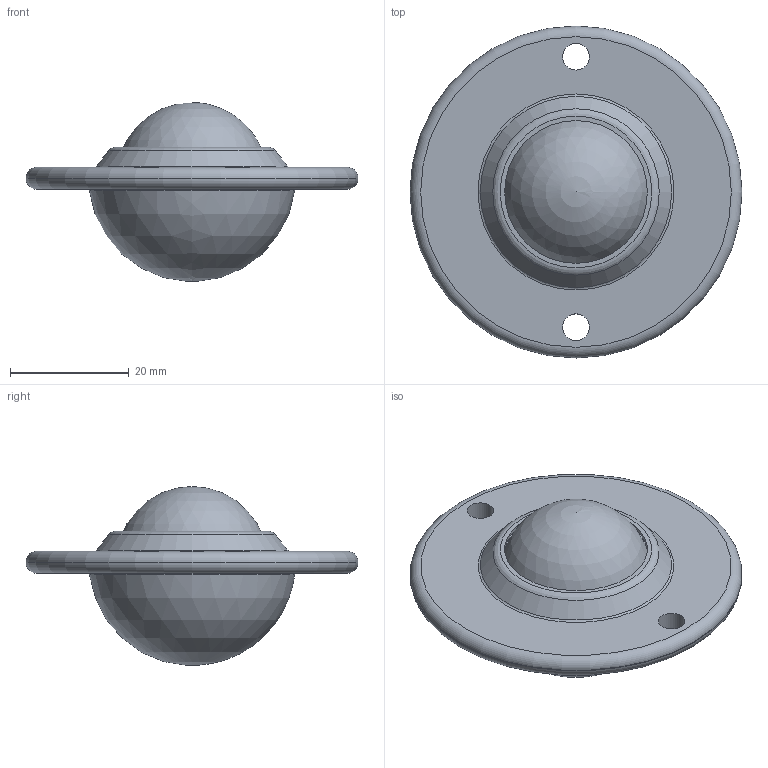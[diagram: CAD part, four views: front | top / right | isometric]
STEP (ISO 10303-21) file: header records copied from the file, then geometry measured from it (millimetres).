
FILE_DESCRIPTION(/* description */ (''),/* implementation_level */ '2;1');
FILE_NAME(/* name */ 'US-25.stp',/* time_stamp */ '2015-01-06T16:21:25+09:00',/* author */ ('yamaki'),/* organization */ (''),/* preprocessor_version */ 'ST-DEVELOPER v15.6',/* originating_system */ 'Autodesk Inventor 2015',/* authorisation */ '');
FILE_SCHEMA (('AUTOMOTIVE_DESIGN { 1 0 10303 214 3 1 1 }'));
Length unit declared in the file: millimetre
Products named in the file (1): 3325AA
Bounding box: 55.83 x 55.83 x 30.08 mm (x, y, z)
Volume: 22064.2 mm3; surface area: 6597.1 mm2
Topology: 1 solids, 1 shells, 20 faces, 42 edges, 27 vertices
Faces by surface type: cylinder 6, torus 5, plane 5, sphere 3, cone 1
Full cylindrical faces by diameter (mm): 1.5 x1, 4.5 x2, 23.988 x1, 24.816 x1, 55.827 x1
Entity records: 454 total; most frequent: DIRECTION 84, CARTESIAN_POINT 63, EDGE_LOOP 42, ORIENTED_EDGE 42, AXIS2_PLACEMENT_3D 42, FACE_BOUND 22, CIRCLE 21, VERTEX_POINT 21
